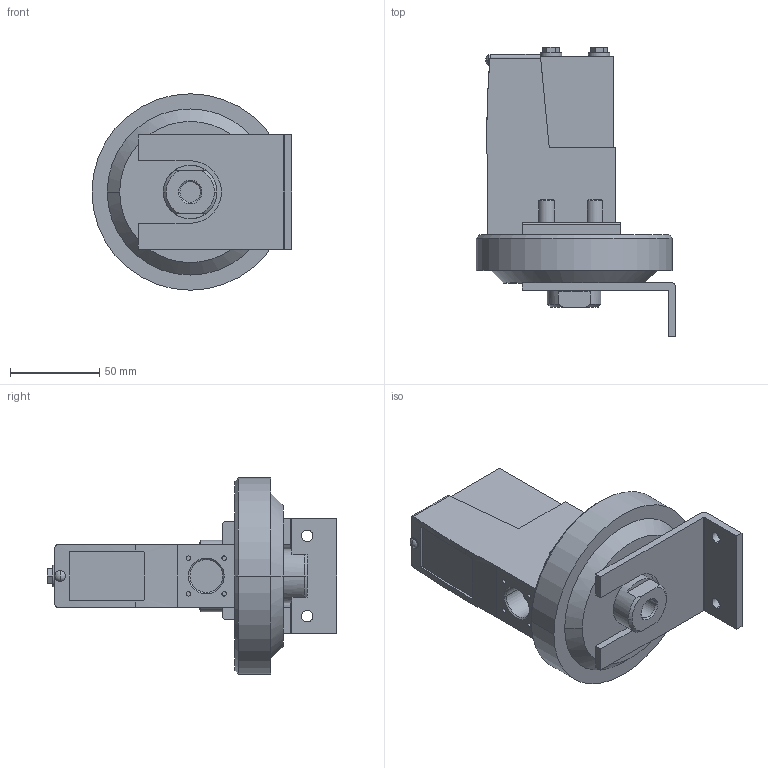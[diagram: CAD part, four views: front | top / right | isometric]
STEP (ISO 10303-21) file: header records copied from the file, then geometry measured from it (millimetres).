
FILE_DESCRIPTION(('STEP AP242'),'1');
FILE_NAME('pressure_switch_xmla001r1s11.stp','2021-09-27T20:58:10',('TraceParts'),('TraceParts S.A.'),'Spatial InterOp 3D',' ',' ');
FILE_SCHEMA(('AP242_MANAGED_MODEL_BASED_3D_ENGINEERING_MIM_LF {1 0 10303 442 1 1 4}'));
Length unit declared in the file: millimetre
Products named in the file (1): pressure_switch_xmla001r1s11
Bounding box: 112 x 162 x 110 mm (x, y, z)
Volume: 505447.4 mm3; surface area: 59203.9 mm2
Topology: 1 solids, 1 shells, 135 faces, 346 edges, 226 vertices
Faces by surface type: plane 75, cylinder 42, cone 16, sphere 2
Entity records: 4260 total; most frequent: CARTESIAN_POINT 894, DIRECTION 713, ORIENTED_EDGE 692, EDGE_CURVE 346, AXIS2_PLACEMENT_3D 251, VERTEX_POINT 226, LINE 211, VECTOR 211
